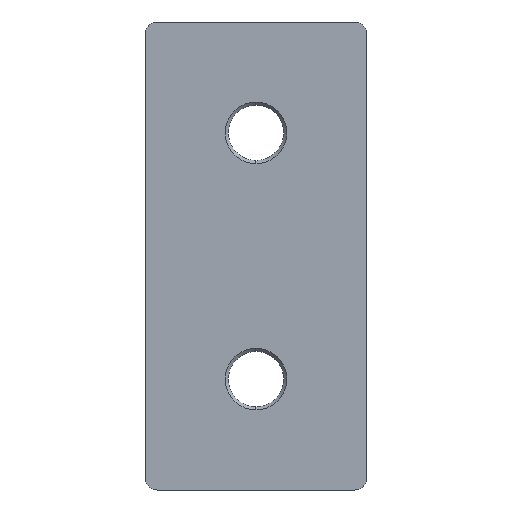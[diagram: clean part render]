
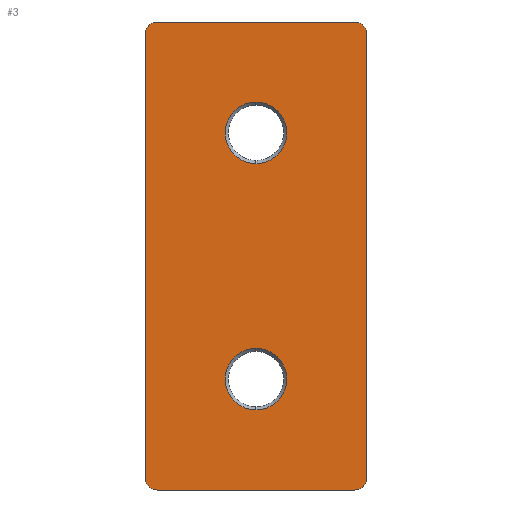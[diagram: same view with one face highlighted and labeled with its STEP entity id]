
A CAD part, front view. The second image highlights one B-rep face of the part: STEP entity #3.
In plain terms, the highlighted planar face has unit normal (0, -1, 0).
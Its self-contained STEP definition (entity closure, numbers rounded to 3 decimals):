
#3 = ADVANCED_FACE ( 'NONE', ( #270, #799, #211 ), #860, .F. ) ;
#51 = ORIENTED_EDGE ( 'NONE', *, *, #343, .F. ) ;
#58 = VECTOR ( 'NONE', #223, 1000. ) ;
#64 = CARTESIAN_POINT ( 'NONE',  ( 0., 0., 20. ) ) ;
#65 = CARTESIAN_POINT ( 'NONE',  ( 0., 0., 25. ) ) ;
#70 = CARTESIAN_POINT ( 'NONE',  ( 18., 0., 36. ) ) ;
#96 = CIRCLE ( 'NONE', #389, 5. ) ;
#99 = ORIENTED_EDGE ( 'NONE', *, *, #648, .F. ) ;
#136 = CARTESIAN_POINT ( 'NONE',  ( 18., 0., 38. ) ) ;
#139 = EDGE_CURVE ( 'NONE', #739, #279, #884, .T. ) ;
#149 = VERTEX_POINT ( 'NONE', #306 ) ;
#167 = DIRECTION ( 'NONE',  ( 0., 0., -1. ) ) ;
#179 = EDGE_CURVE ( 'NONE', #279, #460, #516, .T. ) ;
#211 = FACE_OUTER_BOUND ( 'NONE', #304, .T. ) ;
#223 = DIRECTION ( 'NONE',  ( 1., 0., 0. ) ) ;
#224 = VERTEX_POINT ( 'NONE', #334 ) ;
#232 = CARTESIAN_POINT ( 'NONE',  ( 0., 0., -20. ) ) ;
#234 = CIRCLE ( 'NONE', #472, 2. ) ;
#248 = ORIENTED_EDGE ( 'NONE', *, *, #902, .F. ) ;
#251 = EDGE_CURVE ( 'NONE', #751, #507, #234, .T. ) ;
#260 = AXIS2_PLACEMENT_3D ( 'NONE', #64, #597, #946 ) ;
#269 = AXIS2_PLACEMENT_3D ( 'NONE', #489, #650, #851 ) ;
#270 = FACE_BOUND ( 'NONE', #544, .T. ) ;
#271 = DIRECTION ( 'NONE',  ( 0., 1., 0. ) ) ;
#279 = VERTEX_POINT ( 'NONE', #561 ) ;
#296 = DIRECTION ( 'NONE',  ( 0., 0., 1. ) ) ;
#304 = EDGE_LOOP ( 'NONE', ( #480, #248, #457, #889, #750, #823, #620, #51 ) ) ;
#306 = CARTESIAN_POINT ( 'NONE',  ( 0., 0., -25. ) ) ;
#314 = VECTOR ( 'NONE', #296, 1000. ) ;
#324 = DIRECTION ( 'NONE',  ( 0., -1., 0. ) ) ;
#334 = CARTESIAN_POINT ( 'NONE',  ( -16., 0., -38. ) ) ;
#335 = LINE ( 'NONE', #136, #641 ) ;
#343 = EDGE_CURVE ( 'NONE', #507, #224, #920, .T. ) ;
#344 = AXIS2_PLACEMENT_3D ( 'NONE', #232, #598, #167 ) ;
#360 = CARTESIAN_POINT ( 'NONE',  ( -18., 0., -38. ) ) ;
#366 = DIRECTION ( 'NONE',  ( 0., 0., -1. ) ) ;
#385 = VERTEX_POINT ( 'NONE', #65 ) ;
#389 = AXIS2_PLACEMENT_3D ( 'NONE', #767, #474, #922 ) ;
#399 = DIRECTION ( 'NONE',  ( 0., 0., -1. ) ) ;
#407 = CARTESIAN_POINT ( 'NONE',  ( 16., 0., -36. ) ) ;
#420 = DIRECTION ( 'NONE',  ( -1., 0., 0. ) ) ;
#428 = DIRECTION ( 'NONE',  ( 0., 0., 1. ) ) ;
#430 = CARTESIAN_POINT ( 'NONE',  ( -18., 0., 36. ) ) ;
#440 = VERTEX_POINT ( 'NONE', #430 ) ;
#451 = EDGE_CURVE ( 'NONE', #832, #149, #909, .T. ) ;
#457 = ORIENTED_EDGE ( 'NONE', *, *, #179, .F. ) ;
#460 = VERTEX_POINT ( 'NONE', #70 ) ;
#472 = AXIS2_PLACEMENT_3D ( 'NONE', #407, #271, #640 ) ;
#474 = DIRECTION ( 'NONE',  ( 0., -1., 0. ) ) ;
#480 = ORIENTED_EDGE ( 'NONE', *, *, #251, .F. ) ;
#481 = EDGE_CURVE ( 'NONE', #953, #440, #588, .T. ) ;
#489 = CARTESIAN_POINT ( 'NONE',  ( 16., 0., 36. ) ) ;
#506 = CARTESIAN_POINT ( 'NONE',  ( -18., 0., 38. ) ) ;
#507 = VERTEX_POINT ( 'NONE', #749 ) ;
#516 = CIRCLE ( 'NONE', #269, 2. ) ;
#539 = CARTESIAN_POINT ( 'NONE',  ( 0., 0., 15. ) ) ;
#544 = EDGE_LOOP ( 'NONE', ( #99, #565 ) ) ;
#555 = VERTEX_POINT ( 'NONE', #539 ) ;
#558 = DIRECTION ( 'NONE',  ( 0., 1., 0. ) ) ;
#561 = CARTESIAN_POINT ( 'NONE',  ( 16., 0., 38. ) ) ;
#562 = CIRCLE ( 'NONE', #838, 2. ) ;
#565 = ORIENTED_EDGE ( 'NONE', *, *, #451, .F. ) ;
#575 = VECTOR ( 'NONE', #420, 1000. ) ;
#588 = LINE ( 'NONE', #673, #314 ) ;
#597 = DIRECTION ( 'NONE',  ( 0., -1., 0. ) ) ;
#598 = DIRECTION ( 'NONE',  ( 0., -1., 0. ) ) ;
#612 = CARTESIAN_POINT ( 'NONE',  ( -18., 0., 38. ) ) ;
#620 = ORIENTED_EDGE ( 'NONE', *, *, #905, .F. ) ;
#622 = EDGE_LOOP ( 'NONE', ( #787, #834 ) ) ;
#625 = CIRCLE ( 'NONE', #819, 2. ) ;
#628 = CARTESIAN_POINT ( 'NONE',  ( 0., 0., 20. ) ) ;
#640 = DIRECTION ( 'NONE',  ( 0., 0., -1. ) ) ;
#641 = VECTOR ( 'NONE', #366, 1000. ) ;
#648 = EDGE_CURVE ( 'NONE', #149, #832, #96, .T. ) ;
#650 = DIRECTION ( 'NONE',  ( 0., 1., 0. ) ) ;
#654 = CARTESIAN_POINT ( 'NONE',  ( 0., 0., -15. ) ) ;
#665 = DIRECTION ( 'NONE',  ( 0., 1., 0. ) ) ;
#669 = EDGE_CURVE ( 'NONE', #385, #555, #670, .T. ) ;
#670 = CIRCLE ( 'NONE', #686, 5. ) ;
#673 = CARTESIAN_POINT ( 'NONE',  ( -18., 0., 38. ) ) ;
#686 = AXIS2_PLACEMENT_3D ( 'NONE', #628, #324, #399 ) ;
#702 = CARTESIAN_POINT ( 'NONE',  ( -16., 0., 36. ) ) ;
#712 = EDGE_CURVE ( 'NONE', #440, #739, #625, .T. ) ;
#739 = VERTEX_POINT ( 'NONE', #918 ) ;
#749 = CARTESIAN_POINT ( 'NONE',  ( 16., 0., -38. ) ) ;
#750 = ORIENTED_EDGE ( 'NONE', *, *, #712, .F. ) ;
#751 = VERTEX_POINT ( 'NONE', #928 ) ;
#767 = CARTESIAN_POINT ( 'NONE',  ( 0., 0., -20. ) ) ;
#787 = ORIENTED_EDGE ( 'NONE', *, *, #945, .F. ) ;
#799 = FACE_BOUND ( 'NONE', #622, .T. ) ;
#804 = CARTESIAN_POINT ( 'NONE',  ( -18., 0., -36. ) ) ;
#818 = CIRCLE ( 'NONE', #260, 5. ) ;
#819 = AXIS2_PLACEMENT_3D ( 'NONE', #702, #558, #840 ) ;
#823 = ORIENTED_EDGE ( 'NONE', *, *, #481, .F. ) ;
#832 = VERTEX_POINT ( 'NONE', #654 ) ;
#834 = ORIENTED_EDGE ( 'NONE', *, *, #669, .F. ) ;
#838 = AXIS2_PLACEMENT_3D ( 'NONE', #873, #665, #877 ) ;
#840 = DIRECTION ( 'NONE',  ( 0., 0., -1. ) ) ;
#843 = AXIS2_PLACEMENT_3D ( 'NONE', #506, #875, #428 ) ;
#851 = DIRECTION ( 'NONE',  ( 0., 0., -1. ) ) ;
#860 = PLANE ( 'NONE',  #843 ) ;
#873 = CARTESIAN_POINT ( 'NONE',  ( -16., 0., -36. ) ) ;
#875 = DIRECTION ( 'NONE',  ( 0., 1., 0. ) ) ;
#877 = DIRECTION ( 'NONE',  ( 0., 0., -1. ) ) ;
#884 = LINE ( 'NONE', #612, #58 ) ;
#889 = ORIENTED_EDGE ( 'NONE', *, *, #139, .F. ) ;
#902 = EDGE_CURVE ( 'NONE', #460, #751, #335, .T. ) ;
#905 = EDGE_CURVE ( 'NONE', #224, #953, #562, .T. ) ;
#909 = CIRCLE ( 'NONE', #344, 5. ) ;
#918 = CARTESIAN_POINT ( 'NONE',  ( -16., 0., 38. ) ) ;
#920 = LINE ( 'NONE', #360, #575 ) ;
#922 = DIRECTION ( 'NONE',  ( 0., 0., -1. ) ) ;
#928 = CARTESIAN_POINT ( 'NONE',  ( 18., 0., -36. ) ) ;
#945 = EDGE_CURVE ( 'NONE', #555, #385, #818, .T. ) ;
#946 = DIRECTION ( 'NONE',  ( 0., 0., -1. ) ) ;
#953 = VERTEX_POINT ( 'NONE', #804 ) ;
